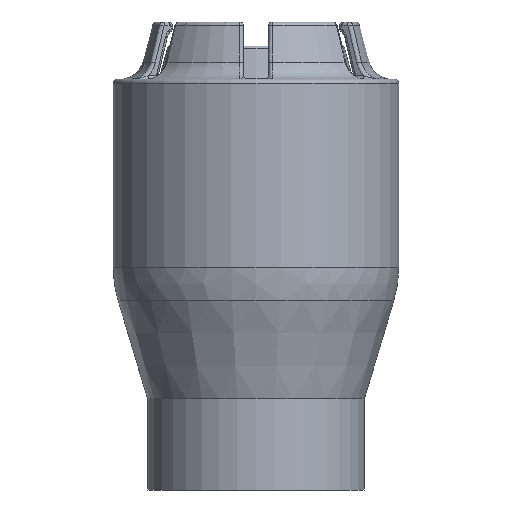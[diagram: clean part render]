
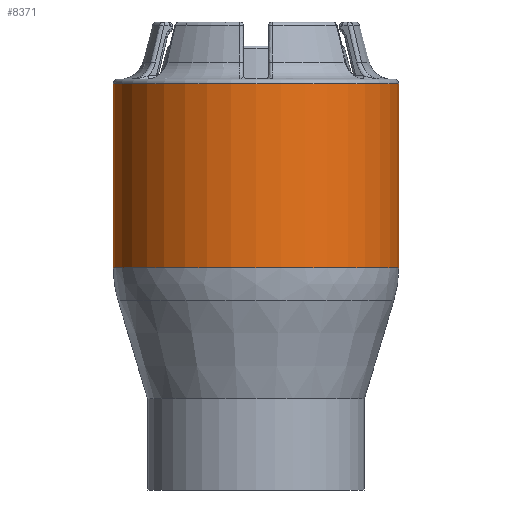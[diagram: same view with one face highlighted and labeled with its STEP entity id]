
A CAD part, front view. The second image highlights one B-rep face of the part: STEP entity #8371.
In plain terms, the highlighted cylindrical face has radius 12.5 mm (diameter 25 mm), a full revolution.
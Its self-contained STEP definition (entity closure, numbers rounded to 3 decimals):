
#975=LINE('',#11602,#1452);
#1452=VECTOR('',#9676,12.5);
#1927=CYLINDRICAL_SURFACE('',#8947,12.5);
#1985=FACE_OUTER_BOUND('',#2529,.T.);
#2529=EDGE_LOOP('',(#5689,#5690,#5691,#5692,#5693,#5694,#5695));
#3111=CIRCLE('',#8940,12.5);
#3115=CIRCLE('',#8944,12.5);
#3116=CIRCLE('',#8945,12.5);
#3117=CIRCLE('',#8948,12.5);
#3118=CIRCLE('',#8949,12.5);
#3491=VERTEX_POINT('',#11584);
#3492=VERTEX_POINT('',#11585);
#3495=VERTEX_POINT('',#11592);
#3496=VERTEX_POINT('',#11598);
#3497=VERTEX_POINT('',#11599);
#4324=EDGE_CURVE('',#3491,#3492,#3111,.T.);
#4328=EDGE_CURVE('',#3492,#3495,#3115,.T.);
#4329=EDGE_CURVE('',#3495,#3491,#3116,.T.);
#4331=EDGE_CURVE('',#3496,#3497,#3117,.T.);
#4332=EDGE_CURVE('',#3497,#3496,#3118,.T.);
#4333=EDGE_CURVE('',#3496,#3495,#975,.T.);
#5689=ORIENTED_EDGE('',*,*,#4331,.T.);
#5690=ORIENTED_EDGE('',*,*,#4332,.T.);
#5691=ORIENTED_EDGE('',*,*,#4333,.T.);
#5692=ORIENTED_EDGE('',*,*,#4328,.F.);
#5693=ORIENTED_EDGE('',*,*,#4324,.F.);
#5694=ORIENTED_EDGE('',*,*,#4329,.F.);
#5695=ORIENTED_EDGE('',*,*,#4333,.F.);
#8371=ADVANCED_FACE('',(#1985),#1927,.T.);
#8940=AXIS2_PLACEMENT_3D('',#11586,#9655,#9656);
#8944=AXIS2_PLACEMENT_3D('',#11593,#9663,#9664);
#8945=AXIS2_PLACEMENT_3D('',#11594,#9665,#9666);
#8947=AXIS2_PLACEMENT_3D('',#11597,#9670,#9671);
#8948=AXIS2_PLACEMENT_3D('',#11600,#9672,#9673);
#8949=AXIS2_PLACEMENT_3D('',#11601,#9674,#9675);
#9655=DIRECTION('center_axis',(0.,0.,-1.));
#9656=DIRECTION('ref_axis',(-1.,0.,0.));
#9663=DIRECTION('center_axis',(0.,0.,-1.));
#9664=DIRECTION('ref_axis',(-1.,0.,0.));
#9665=DIRECTION('center_axis',(0.,0.,-1.));
#9666=DIRECTION('ref_axis',(-1.,0.,0.));
#9670=DIRECTION('center_axis',(0.,0.,1.));
#9671=DIRECTION('ref_axis',(-0.5,-0.866,0.));
#9672=DIRECTION('center_axis',(0.,0.,-1.));
#9673=DIRECTION('ref_axis',(0.5,0.866,0.));
#9674=DIRECTION('center_axis',(0.,0.,-1.));
#9675=DIRECTION('ref_axis',(0.5,0.866,0.));
#9676=DIRECTION('',(0.,0.,-1.));
#11584=CARTESIAN_POINT('',(12.5,0.,-81.065));
#11585=CARTESIAN_POINT('',(-12.5,0.,-81.065));
#11586=CARTESIAN_POINT('Origin',(0.,0.,-81.065));
#11592=CARTESIAN_POINT('',(6.25,10.825,-81.065));
#11593=CARTESIAN_POINT('Origin',(0.,0.,-81.065));
#11594=CARTESIAN_POINT('Origin',(0.,0.,-81.065));
#11597=CARTESIAN_POINT('Origin',(0.,0.,0.));
#11598=CARTESIAN_POINT('',(6.25,10.825,-64.932));
#11599=CARTESIAN_POINT('',(-6.25,-10.825,-64.932));
#11600=CARTESIAN_POINT('Origin',(0.,0.,-64.932));
#11601=CARTESIAN_POINT('Origin',(0.,0.,-64.932));
#11602=CARTESIAN_POINT('',(6.25,10.825,0.));
